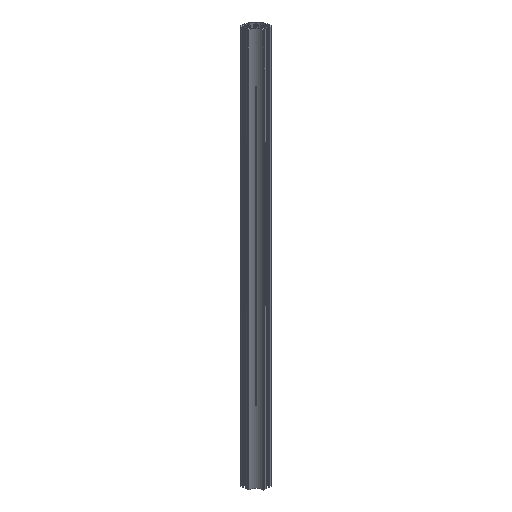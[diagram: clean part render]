
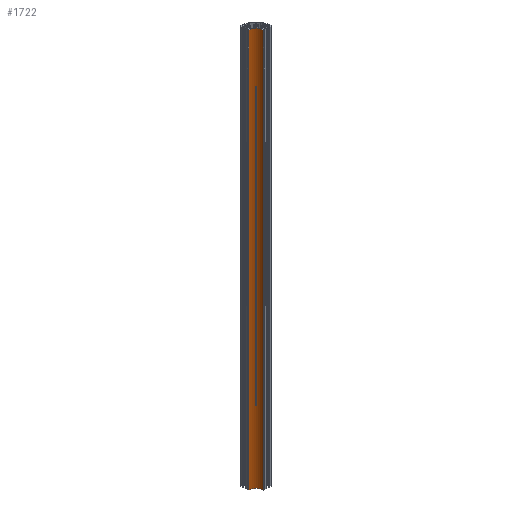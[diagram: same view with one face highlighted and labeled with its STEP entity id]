
A CAD part, isometric view. The second image highlights one B-rep face of the part: STEP entity #1722.
In plain terms, the highlighted cylindrical face has radius 20 mm (diameter 40 mm), a partial arc.
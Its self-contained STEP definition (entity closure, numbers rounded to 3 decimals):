
#117=CIRCLE('',#1865,20.);
#138=CIRCLE('',#1923,20.);
#194=CYLINDRICAL_SURFACE('',#1922,20.);
#279=FACE_OUTER_BOUND('',#374,.T.);
#374=EDGE_LOOP('',(#1505,#1506,#1507,#1508));
#522=LINE('',#2975,#665);
#523=LINE('',#2979,#666);
#665=VECTOR('',#2454,1000.);
#666=VECTOR('',#2459,1000.);
#799=VERTEX_POINT('',#2823);
#800=VERTEX_POINT('',#2825);
#838=VERTEX_POINT('',#2973);
#839=VERTEX_POINT('',#2977);
#1014=EDGE_CURVE('',#799,#800,#117,.T.);
#1089=EDGE_CURVE('',#799,#838,#522,.T.);
#1090=EDGE_CURVE('',#839,#838,#138,.T.);
#1091=EDGE_CURVE('',#800,#839,#523,.T.);
#1505=ORIENTED_EDGE('',*,*,#1089,.T.);
#1506=ORIENTED_EDGE('',*,*,#1090,.F.);
#1507=ORIENTED_EDGE('',*,*,#1091,.F.);
#1508=ORIENTED_EDGE('',*,*,#1014,.F.);
#1722=ADVANCED_FACE('',(#279),#194,.F.);
#1865=AXIS2_PLACEMENT_3D('',#2826,#2286,#2287);
#1922=AXIS2_PLACEMENT_3D('',#2976,#2455,#2456);
#1923=AXIS2_PLACEMENT_3D('',#2978,#2457,#2458);
#2286=DIRECTION('center_axis',(0.,0.,1.));
#2287=DIRECTION('ref_axis',(-0.996,-0.091,0.));
#2454=DIRECTION('',(0.,0.,1.));
#2455=DIRECTION('center_axis',(0.,0.,1.));
#2456=DIRECTION('ref_axis',(-0.996,-0.091,0.));
#2457=DIRECTION('center_axis',(0.,0.,-1.));
#2458=DIRECTION('ref_axis',(-0.996,-0.091,0.));
#2459=DIRECTION('',(0.,0.,1.));
#2823=CARTESIAN_POINT('',(-1.296,-19.395,-500.));
#2825=CARTESIAN_POINT('',(-19.395,-1.296,-500.));
#2826=CARTESIAN_POINT('Origin',(-21.213,-21.213,-500.));
#2973=CARTESIAN_POINT('',(-1.296,-19.395,500.));
#2975=CARTESIAN_POINT('',(-1.296,-19.395,0.));
#2976=CARTESIAN_POINT('Origin',(-21.213,-21.213,0.));
#2977=CARTESIAN_POINT('',(-19.395,-1.296,500.));
#2978=CARTESIAN_POINT('Origin',(-21.213,-21.213,500.));
#2979=CARTESIAN_POINT('',(-19.395,-1.296,0.));
